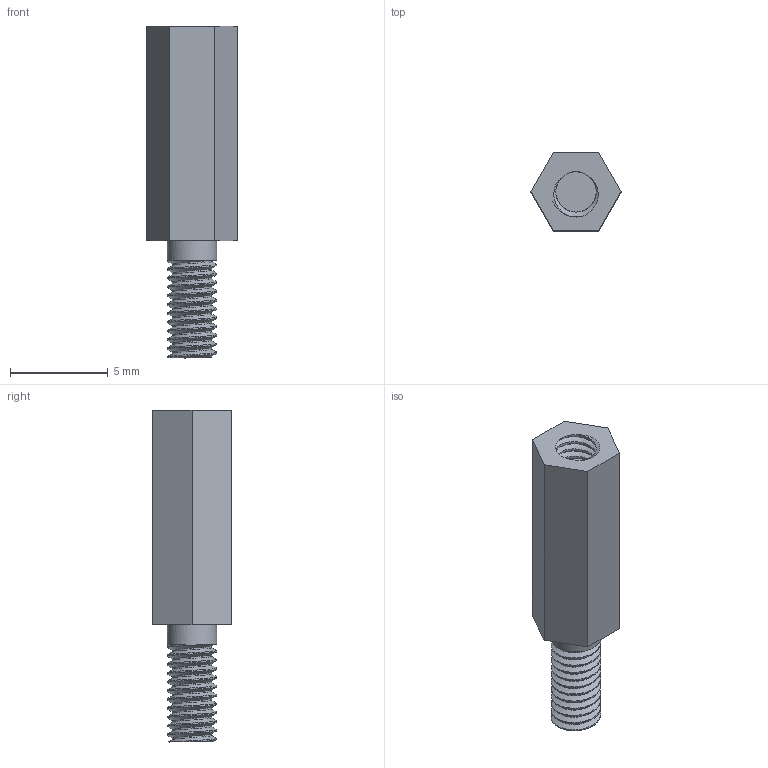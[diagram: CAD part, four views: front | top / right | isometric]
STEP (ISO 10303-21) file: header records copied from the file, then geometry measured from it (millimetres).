
FILE_DESCRIPTION(/* description */ (''),/* implementation_level */ '2;1');
FILE_NAME(/* name */ 'Standoff.step',/* time_stamp */ '2021-02-26T17:25:12-08:00',/* author */ (''),/* organization */ (''),/* preprocessor_version */ 'ST-DEVELOPER v18.1',/* originating_system */ 'Autodesk Translation Framework v9.7.1.1290',/* authorisation */ '');
FILE_SCHEMA (('AUTOMOTIVE_DESIGN { 1 0 10303 214 3 1 1 }'));
Length unit declared in the file: millimetre
Products named in the file (1): Standoff
Bounding box: 4.62 x 4 x 17 mm (x, y, z)
Volume: 151.5 mm3; surface area: 322.8 mm2
Topology: 1 solids, 1 shells, 69 faces, 195 edges, 130 vertices
Faces by surface type: cylinder 54, plane 11, bspline 4
Full cylindrical faces by diameter (mm): 2.016 x4, 2.075 x6, 2.53 x8, 2.58 x4
Entity records: 5547 total; most frequent: CARTESIAN_POINT 3950, ORIENTED_EDGE 390, DIRECTION 219, EDGE_CURVE 195, VERTEX_POINT 130, B_SPLINE_CURVE_WITH_KNOTS 117, AXIS2_PLACEMENT_3D 75, EDGE_LOOP 71
